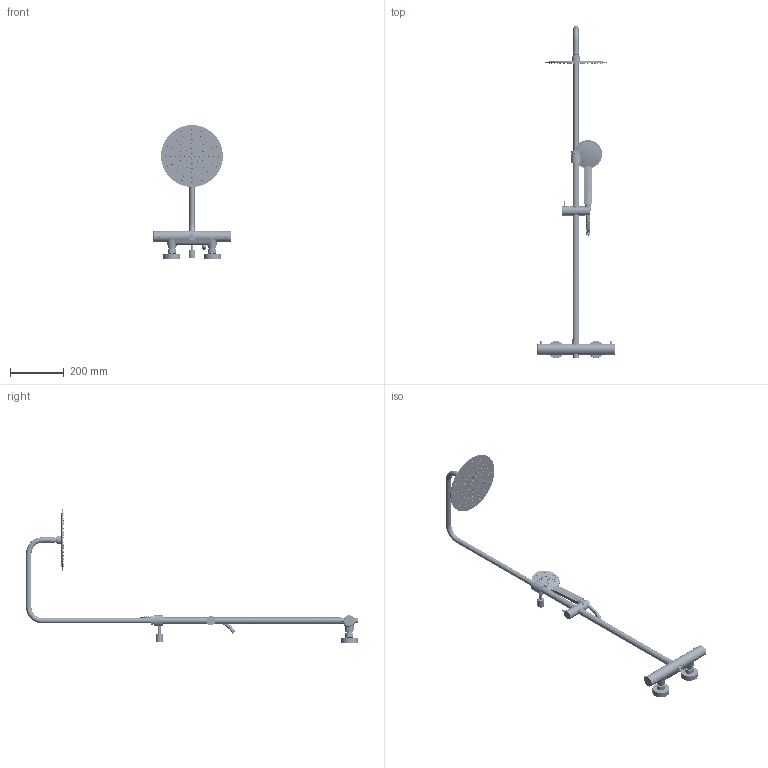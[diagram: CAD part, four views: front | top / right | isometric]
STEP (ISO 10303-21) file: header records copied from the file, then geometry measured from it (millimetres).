
FILE_DESCRIPTION((''),'2;1');
FILE_NAME('ZCOL589LIQCR','2021-11-11T09:24:52',('ut3'),('PAFFONI SpA'),'CREO PARAMETRIC BY PTC INC, 2020044','CREO PARAMETRIC BY PTC INC, 2020044','');
FILE_SCHEMA(('CONFIG_CONTROL_DESIGN','SHAPE_APPEARANCE_LAYERS_GROUPS'));
Products named in the file (1): ZCOL589LIQCR
Bounding box: 287.73 x 1234.1 x 497.7 mm (x, y, z)
Volume: 812461 mm3; surface area: 601584.2 mm2
Topology: 6 solids, 7 shells, 5387 faces, 13336 edges, 8193 vertices
Faces by surface type: plane 2103, torus 1501, cylinder 1115, cone 316, bspline 213, sphere 139
Entity records: 276756 total; most frequent: CARTESIAN_POINT 113934, ORIENTED_EDGE 26618, DIRECTION 25255, EDGE_CURVE 13309, AXIS2_PLACEMENT_3D 10806, VERTEX_POINT 8191, EDGE_LOOP 6556, CIRCLE 5632
